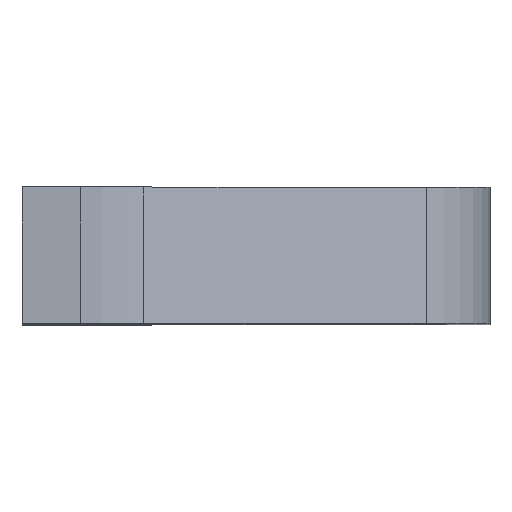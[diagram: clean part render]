
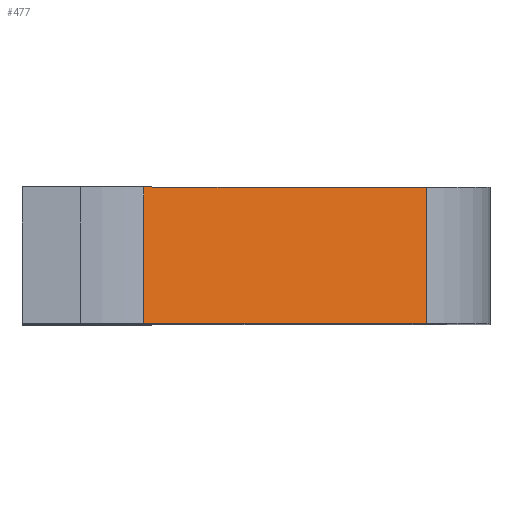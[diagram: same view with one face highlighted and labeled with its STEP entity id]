
A CAD part, top view. The second image highlights one B-rep face of the part: STEP entity #477.
In plain terms, the highlighted planar face has unit normal (0.5, 0, 0.866).
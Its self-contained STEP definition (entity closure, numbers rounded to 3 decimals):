
#26=PLANE('',#531);
#49=FACE_OUTER_BOUND('',#75,.T.);
#75=EDGE_LOOP('',(#383,#384,#385,#386));
#92=LINE('',#711,#138);
#104=LINE('',#749,#150);
#121=LINE('',#795,#167);
#122=LINE('',#797,#168);
#138=VECTOR('',#564,8.);
#150=VECTOR('',#592,19.151);
#167=VECTOR('',#641,8.);
#168=VECTOR('',#644,19.151);
#205=VERTEX_POINT('',#704);
#208=VERTEX_POINT('',#709);
#226=VERTEX_POINT('',#747);
#239=VERTEX_POINT('',#793);
#254=EDGE_CURVE('',#208,#205,#92,.T.);
#273=EDGE_CURVE('',#208,#226,#104,.T.);
#296=EDGE_CURVE('',#239,#226,#121,.T.);
#297=EDGE_CURVE('',#205,#239,#122,.T.);
#383=ORIENTED_EDGE('',*,*,#254,.F.);
#384=ORIENTED_EDGE('',*,*,#273,.T.);
#385=ORIENTED_EDGE('',*,*,#296,.F.);
#386=ORIENTED_EDGE('',*,*,#297,.F.);
#477=ADVANCED_FACE('',(#49),#26,.F.);
#531=AXIS2_PLACEMENT_3D('',#796,#642,#643);
#564=DIRECTION('',(0.,-1.,0.));
#592=DIRECTION('',(-0.866,0.,0.5));
#641=DIRECTION('',(0.,1.,0.));
#642=DIRECTION('center_axis',(-0.5,0.,-0.866));
#643=DIRECTION('ref_axis',(-0.866,0.,0.5));
#644=DIRECTION('',(-0.866,0.,0.5));
#704=CARTESIAN_POINT('',(-15.5,13.25,301.92));
#709=CARTESIAN_POINT('',(-15.5,21.25,301.92));
#711=CARTESIAN_POINT('',(-15.5,18.25,301.92));
#747=CARTESIAN_POINT('',(-32.085,21.25,311.495));
#749=CARTESIAN_POINT('',(-7.554,21.25,297.333));
#793=CARTESIAN_POINT('',(-32.085,13.25,311.495));
#795=CARTESIAN_POINT('',(-32.085,15.25,311.495));
#796=CARTESIAN_POINT('Origin',(-7.554,13.25,297.333));
#797=CARTESIAN_POINT('',(-7.554,13.25,297.333));
